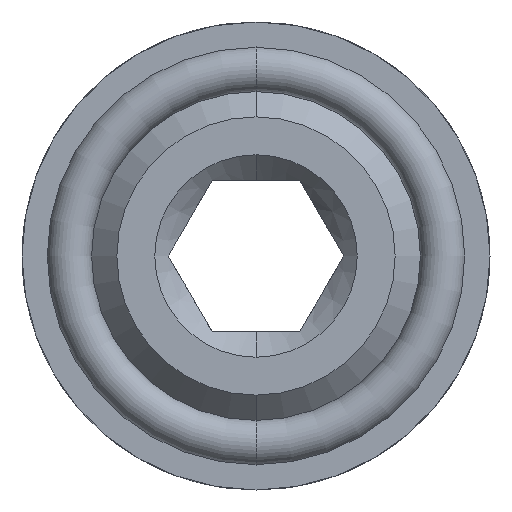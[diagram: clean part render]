
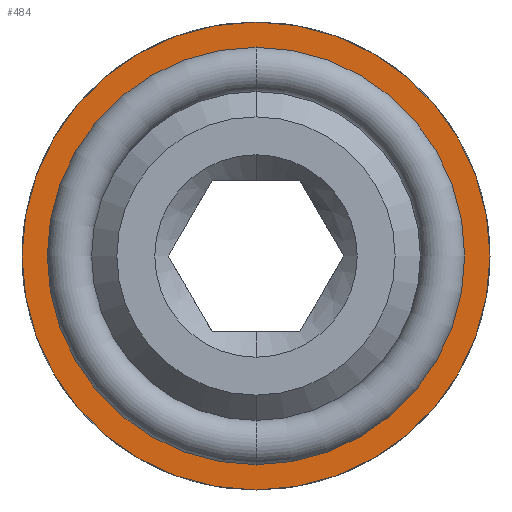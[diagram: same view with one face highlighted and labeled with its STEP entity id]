
A CAD part, front view. The second image highlights one B-rep face of the part: STEP entity #484.
In plain terms, the highlighted planar face has unit normal (0, -1, 0).
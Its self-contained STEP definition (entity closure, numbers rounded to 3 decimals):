
#75 = VERTEX_POINT ( 'NONE', #576 ) ;
#79 = VERTEX_POINT ( 'NONE', #574 ) ;
#87 = EDGE_CURVE ( 'NONE', #79, #75, #715, .T. ) ;
#232 = EDGE_CURVE ( 'NONE', #2021, #2000, #985, .T. ) ;
#332 = ORIENTED_EDGE ( 'NONE', *, *, #511, .T. ) ;
#337 = EDGE_LOOP ( 'NONE', ( #350, #351 ) ) ;
#350 = ORIENTED_EDGE ( 'NONE', *, *, #352, .F. ) ;
#351 = ORIENTED_EDGE ( 'NONE', *, *, #87, .F. ) ;
#352 = EDGE_CURVE ( 'NONE', #75, #79, #1147, .T. ) ;
#483 = EDGE_LOOP ( 'NONE', ( #485, #332 ) ) ;
#484 = ADVANCED_FACE ( 'NONE', ( #1433, #1432 ), #1429, .T. ) ;
#485 = ORIENTED_EDGE ( 'NONE', *, *, #232, .T. ) ;
#511 = EDGE_CURVE ( 'NONE', #2000, #2021, #1450, .T. ) ;
#574 = CARTESIAN_POINT ( 'NONE',  ( 0., 8., 8.25 ) ) ;
#576 = CARTESIAN_POINT ( 'NONE',  ( 0., 8., -8.25 ) ) ;
#711 = DIRECTION ( 'NONE',  ( 0., 0., -1. ) ) ;
#712 = DIRECTION ( 'NONE',  ( 0., -1., 0. ) ) ;
#713 = CARTESIAN_POINT ( 'NONE',  ( 0., 8., 0. ) ) ;
#714 = AXIS2_PLACEMENT_3D ( 'NONE', #713, #712, #711 ) ;
#715 = CIRCLE ( 'NONE', #714, 8.25 ) ;
#983 = CARTESIAN_POINT ( 'NONE',  ( 0., 8., 0. ) ) ;
#984 = AXIS2_PLACEMENT_3D ( 'NONE', #983, #1075, #1074 ) ;
#985 = CIRCLE ( 'NONE', #984, 9.25 ) ;
#1074 = DIRECTION ( 'NONE',  ( 0., 0., -1. ) ) ;
#1075 = DIRECTION ( 'NONE',  ( 0., -1., 0. ) ) ;
#1143 = DIRECTION ( 'NONE',  ( 0., 0., -1. ) ) ;
#1144 = DIRECTION ( 'NONE',  ( 0., -1., 0. ) ) ;
#1145 = CARTESIAN_POINT ( 'NONE',  ( 0., 8., 0. ) ) ;
#1146 = AXIS2_PLACEMENT_3D ( 'NONE', #1145, #1144, #1143 ) ;
#1147 = CIRCLE ( 'NONE', #1146, 8.25 ) ;
#1327 = DIRECTION ( 'NONE',  ( 0., 0., -1. ) ) ;
#1328 = DIRECTION ( 'NONE',  ( 0., -1., 0. ) ) ;
#1429 = PLANE ( 'NONE',  #1431 ) ;
#1430 = CARTESIAN_POINT ( 'NONE',  ( 9.25, 8., 0. ) ) ;
#1431 = AXIS2_PLACEMENT_3D ( 'NONE', #1430, #1328, #1327 ) ;
#1432 = FACE_BOUND ( 'NONE', #337, .T. ) ;
#1433 = FACE_OUTER_BOUND ( 'NONE', #483, .T. ) ;
#1446 = DIRECTION ( 'NONE',  ( 0., 0., -1. ) ) ;
#1447 = DIRECTION ( 'NONE',  ( 0., -1., 0. ) ) ;
#1448 = CARTESIAN_POINT ( 'NONE',  ( 0., 8., 0. ) ) ;
#1449 = AXIS2_PLACEMENT_3D ( 'NONE', #1448, #1447, #1446 ) ;
#1450 = CIRCLE ( 'NONE', #1449, 9.25 ) ;
#1694 = CARTESIAN_POINT ( 'NONE',  ( 0., 8., 9.25 ) ) ;
#1756 = CARTESIAN_POINT ( 'NONE',  ( 0., 8., -9.25 ) ) ;
#2000 = VERTEX_POINT ( 'NONE', #1694 ) ;
#2021 = VERTEX_POINT ( 'NONE', #1756 ) ;
